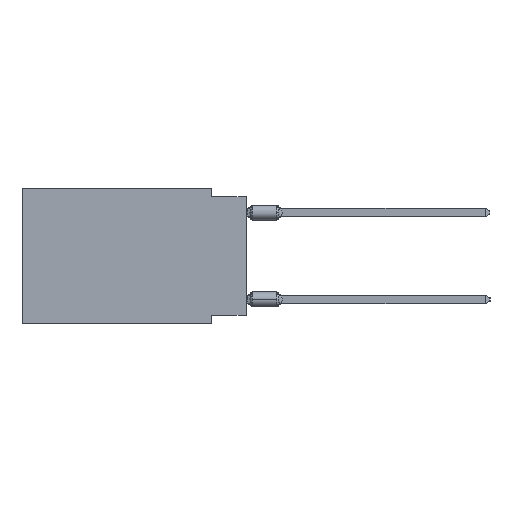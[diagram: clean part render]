
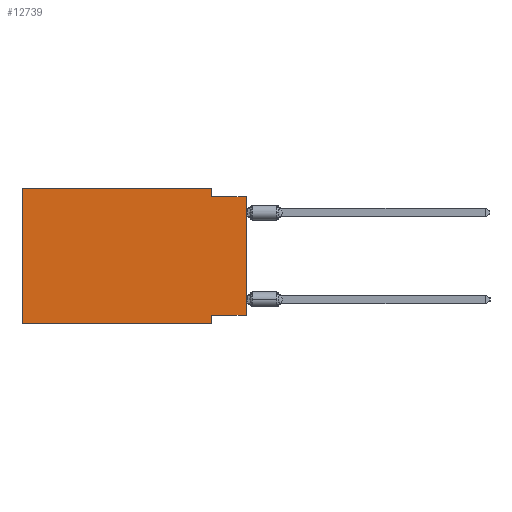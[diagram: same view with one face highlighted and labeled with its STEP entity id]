
A CAD part, left-side view. The second image highlights one B-rep face of the part: STEP entity #12739.
In plain terms, the highlighted planar face has unit normal (-1, 0, 0).
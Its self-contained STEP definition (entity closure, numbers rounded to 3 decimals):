
#1965 = CARTESIAN_POINT ( 'NONE',  ( 0., 0., -9.271 ) ) ;
#1992 = ORIENTED_EDGE ( 'NONE', *, *, #44599, .F. ) ;
#3920 = CARTESIAN_POINT ( 'NONE',  ( 0., 0., 0. ) ) ;
#5541 = VERTEX_POINT ( 'NONE', #16777 ) ;
#5919 = VERTEX_POINT ( 'NONE', #1965 ) ;
#7184 = DIRECTION ( 'NONE',  ( 0., -1., 0. ) ) ;
#8116 = DIRECTION ( 'NONE',  ( 0., 1., 0. ) ) ;
#8544 = ORIENTED_EDGE ( 'NONE', *, *, #38931, .F. ) ;
#8859 = CARTESIAN_POINT ( 'NONE',  ( 0., 2.54, -9.906 ) ) ;
#11089 = CARTESIAN_POINT ( 'NONE',  ( 0., 0., -0.635 ) ) ;
#11842 = VECTOR ( 'NONE', #18641, 1000. ) ;
#12739 = ADVANCED_FACE ( 'NONE', ( #25341 ), #34730, .F. ) ;
#12974 = ORIENTED_EDGE ( 'NONE', *, *, #25342, .F. ) ;
#13998 = ORIENTED_EDGE ( 'NONE', *, *, #34631, .F. ) ;
#14197 = VERTEX_POINT ( 'NONE', #52278 ) ;
#14993 = DIRECTION ( 'NONE',  ( 1., 0., 0. ) ) ;
#16777 = CARTESIAN_POINT ( 'NONE',  ( 0., 16.383, 0. ) ) ;
#16904 = LINE ( 'NONE', #55199, #48035 ) ;
#17350 = ORIENTED_EDGE ( 'NONE', *, *, #42972, .T. ) ;
#17392 = EDGE_CURVE ( 'NONE', #58764, #43438, #54828, .T. ) ;
#18009 = ORIENTED_EDGE ( 'NONE', *, *, #46795, .T. ) ;
#18641 = DIRECTION ( 'NONE',  ( 0., 0., 1. ) ) ;
#20624 = DIRECTION ( 'NONE',  ( 0., 0., -1. ) ) ;
#21128 = DIRECTION ( 'NONE',  ( 0., -1., 0. ) ) ;
#21703 = EDGE_LOOP ( 'NONE', ( #17350, #1992, #29777, #12974, #8544, #18009, #61596, #13998 ) ) ;
#22675 = VERTEX_POINT ( 'NONE', #25245 ) ;
#25245 = CARTESIAN_POINT ( 'NONE',  ( 0., 2.54, -0.635 ) ) ;
#25312 = VECTOR ( 'NONE', #59529, 1000. ) ;
#25341 = FACE_OUTER_BOUND ( 'NONE', #21703, .T. ) ;
#25342 = EDGE_CURVE ( 'NONE', #5541, #33886, #59444, .T. ) ;
#25629 = VECTOR ( 'NONE', #8116, 1000. ) ;
#27105 = CARTESIAN_POINT ( 'NONE',  ( 0., 2.54, 0. ) ) ;
#29777 = ORIENTED_EDGE ( 'NONE', *, *, #29932, .F. ) ;
#29932 = EDGE_CURVE ( 'NONE', #33886, #22675, #57931, .T. ) ;
#30588 = DIRECTION ( 'NONE',  ( 0., 0., 1. ) ) ;
#33886 = VERTEX_POINT ( 'NONE', #27105 ) ;
#34631 = EDGE_CURVE ( 'NONE', #5919, #58764, #36977, .T. ) ;
#34730 = PLANE ( 'NONE',  #46941 ) ;
#35742 = CARTESIAN_POINT ( 'NONE',  ( 0., 0., -9.271 ) ) ;
#36911 = CARTESIAN_POINT ( 'NONE',  ( 0., 2.54, -9.271 ) ) ;
#36977 = LINE ( 'NONE', #35742, #25629 ) ;
#38479 = CARTESIAN_POINT ( 'NONE',  ( 0., 2.54, 0. ) ) ;
#38931 = EDGE_CURVE ( 'NONE', #50685, #5541, #40611, .T. ) ;
#40373 = CARTESIAN_POINT ( 'NONE',  ( 0., 2.54, -9.906 ) ) ;
#40611 = LINE ( 'NONE', #59450, #61885 ) ;
#42972 = EDGE_CURVE ( 'NONE', #5919, #14197, #61627, .T. ) ;
#43438 = VERTEX_POINT ( 'NONE', #8859 ) ;
#44421 = DIRECTION ( 'NONE',  ( 0., 0., -1. ) ) ;
#44599 = EDGE_CURVE ( 'NONE', #22675, #14197, #59405, .T. ) ;
#46047 = VECTOR ( 'NONE', #21128, 1000. ) ;
#46795 = EDGE_CURVE ( 'NONE', #50685, #43438, #16904, .T. ) ;
#46941 = AXIS2_PLACEMENT_3D ( 'NONE', #48865, #14993, #20624 ) ;
#47232 = VECTOR ( 'NONE', #44421, 1000. ) ;
#48035 = VECTOR ( 'NONE', #7184, 1000. ) ;
#48865 = CARTESIAN_POINT ( 'NONE',  ( 0., 16.383, 0. ) ) ;
#50685 = VERTEX_POINT ( 'NONE', #58092 ) ;
#52278 = CARTESIAN_POINT ( 'NONE',  ( 0., 0., -0.635 ) ) ;
#53795 = CARTESIAN_POINT ( 'NONE',  ( 0., 16.383, 0. ) ) ;
#54828 = LINE ( 'NONE', #40373, #25312 ) ;
#54990 = VECTOR ( 'NONE', #58501, 1000. ) ;
#55199 = CARTESIAN_POINT ( 'NONE',  ( 0., 16.383, -9.906 ) ) ;
#57931 = LINE ( 'NONE', #38479, #47232 ) ;
#58092 = CARTESIAN_POINT ( 'NONE',  ( 0., 16.383, -9.906 ) ) ;
#58501 = DIRECTION ( 'NONE',  ( 0., -1., 0. ) ) ;
#58764 = VERTEX_POINT ( 'NONE', #36911 ) ;
#59405 = LINE ( 'NONE', #11089, #46047 ) ;
#59444 = LINE ( 'NONE', #53795, #54990 ) ;
#59450 = CARTESIAN_POINT ( 'NONE',  ( 0., 16.383, 0. ) ) ;
#59529 = DIRECTION ( 'NONE',  ( 0., 0., -1. ) ) ;
#61596 = ORIENTED_EDGE ( 'NONE', *, *, #17392, .F. ) ;
#61627 = LINE ( 'NONE', #3920, #11842 ) ;
#61885 = VECTOR ( 'NONE', #30588, 1000. ) ;
